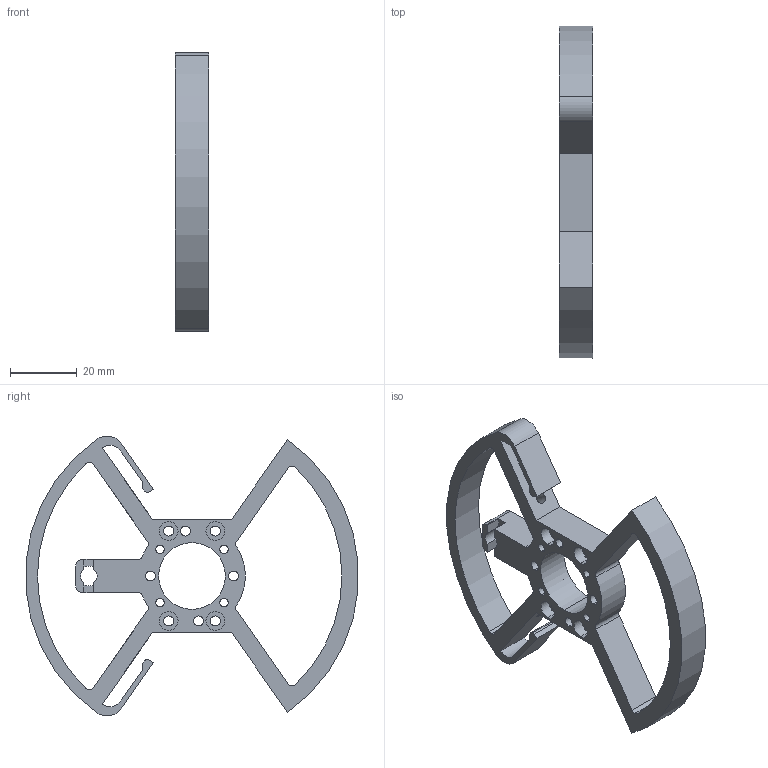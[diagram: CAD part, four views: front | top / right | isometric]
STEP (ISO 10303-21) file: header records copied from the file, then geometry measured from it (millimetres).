
FILE_DESCRIPTION (( 'STEP AP203' ), '1' );
FILE_NAME ('Link3_Default_sldprt.STEP', '2023-08-01T11:31:10', ( '' ), ( '' ), 'SwSTEP 2.0', 'SolidWorks 2022', '' );
FILE_SCHEMA (( 'CONFIG_CONTROL_DESIGN' ));
Length unit declared in the file: millimetre
Products named in the file (1): Link3_Default_sldprt
Bounding box: 10 x 99.62 x 83.86 mm (x, y, z)
Volume: 21028.4 mm3; surface area: 14396 mm2
Topology: 1 solids, 1 shells, 124 faces, 345 edges, 230 vertices
Faces by surface type: cylinder 84, plane 40
Entity records: 4210 total; most frequent: DIRECTION 767, CARTESIAN_POINT 700, ORIENTED_EDGE 690, EDGE_CURVE 345, AXIS2_PLACEMENT_3D 297, VERTEX_POINT 230, LINE 173, VECTOR 173
